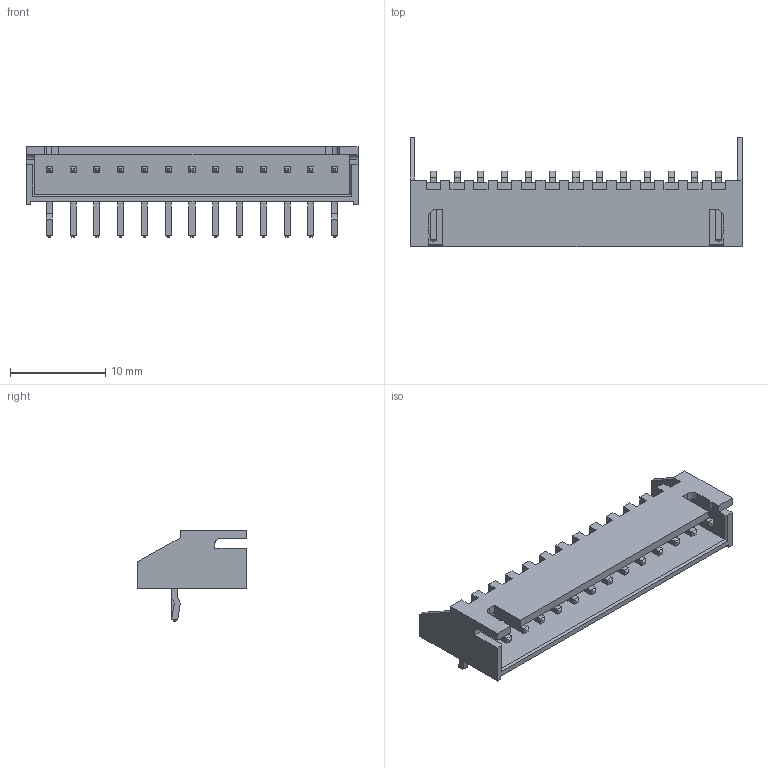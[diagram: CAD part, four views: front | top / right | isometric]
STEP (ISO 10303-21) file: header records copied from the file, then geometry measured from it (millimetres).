
FILE_DESCRIPTION(/* description */ ('model of JST_XH_S13B-XH-A-1_13x2.50mm_Angled_compact.'),/* implementation_level */ FILE_NAME(/* name */ 'JST_XH_S13B-XH-A-1_13x2.50mm_Angled_compact..stp',/* time_stamp */ '2016-09-08T20:04:31',/* author */ ('Rene Poeschl',''),/* organization */ (''),/* preprocessor_version */ '',/* originating_system */ '',/* authorisation */ '');
FILE_NAME(/* name */ 'JST_XH_S13B-XH-A-1_13x2.50mm_Angled_compact..stp',/* time_stamp */ '2016-09-08T20:04:31',/* author */ ('Rene Poeschl',''),/* organization */ (''),/* preprocessor_version */ '',/* originating_system */ '',/* authorisation */ '');
FILE_SCHEMA(('AUTOMOTIVE_DESIGN_CC2 { 1 2 10303 214 -1 1 5 4 }'));
Length unit declared in the file: millimetre
Products named in the file (2): ASSEMBLY; S13B_XH_A_1
Assembly tree (1 placements, depth 2):
  ASSEMBLY
    S13B_XH_A_1
Bounding box: 34.9 x 11.5 x 9.5 mm (x, y, z)
Volume: 699.7 mm3; surface area: 1891.5 mm2
Topology: 1 solids, 1 shells, 417 faces, 1069 edges, 680 vertices
Faces by surface type: plane 387, cylinder 30
Entity records: 29069 total; most frequent: CARTESIAN_POINT 4878, DIRECTION 3808, LINE 2845, VECTOR 2845, ORIENTED_EDGE 2138, PCURVE 2138, DEFINITIONAL_REPRESENTATION 2138, EDGE_CURVE 1069
